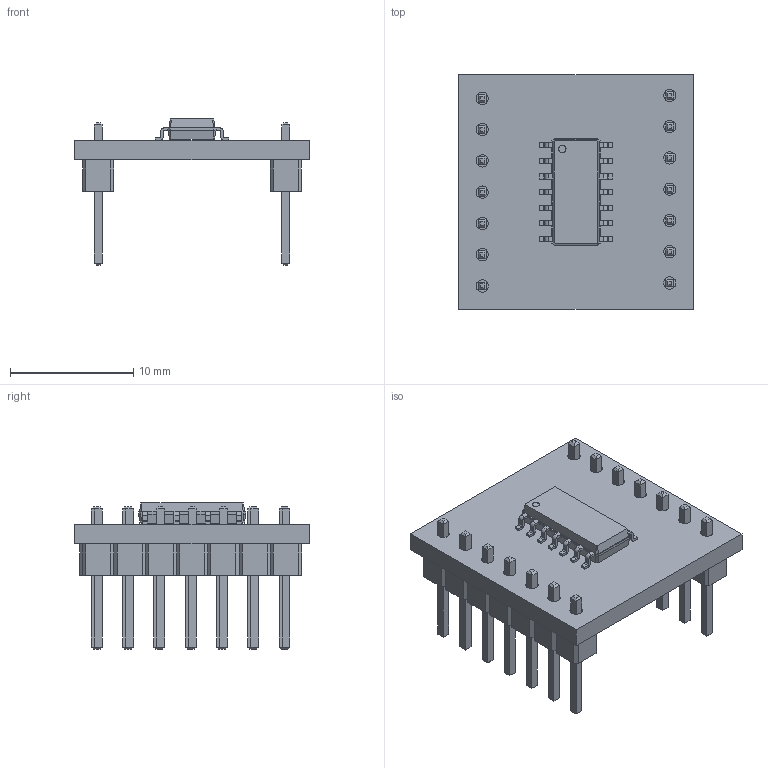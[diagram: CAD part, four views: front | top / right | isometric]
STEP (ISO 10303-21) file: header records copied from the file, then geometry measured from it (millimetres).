
FILE_DESCRIPTION(('FreeCAD Model'),'2;1');
FILE_NAME('Open CASCADE Shape Model','2022-11-19T14:00:38',( 'kicad StepUp'),('ksu MCAD'),'Open CASCADE STEP processor 7.5', 'FreeCAD','Unknown');
FILE_SCHEMA(('AUTOMOTIVE_DESIGN { 1 0 10303 214 1 1 1 1 }'));
Length unit declared in the file: millimetre
Products named in the file (1): SOIC-14_to_DIP-14_Adapter
Bounding box: 19.05 x 19.08 x 11.87 mm (x, y, z)
Volume: 886.9 mm3; surface area: 1734.5 mm2
Topology: 4 solids, 4 shells, 610 faces, 1527 edges, 954 vertices
Faces by surface type: plane 501, cylinder 71, bspline 38
Full cylindrical faces by diameter (mm): 0.6 x1, 1 x14
Entity records: 22039 total; most frequent: CARTESIAN_POINT 3238, ORIENTED_EDGE 3054, DIRECTION 2783, EDGE_CURVE 1527, LINE 1353, VECTOR 1353, VERTEX_POINT 954, AXIS2_PLACEMENT_3D 715
